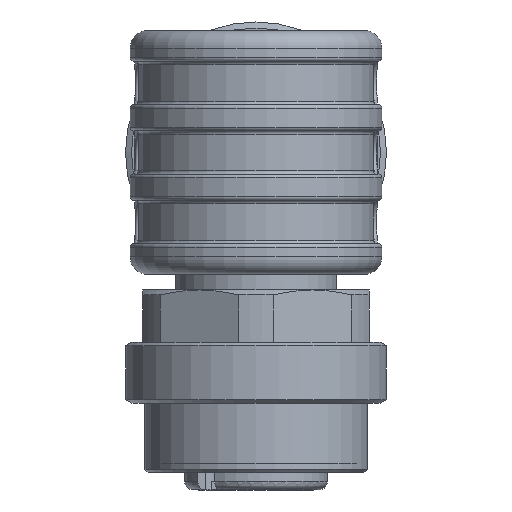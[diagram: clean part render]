
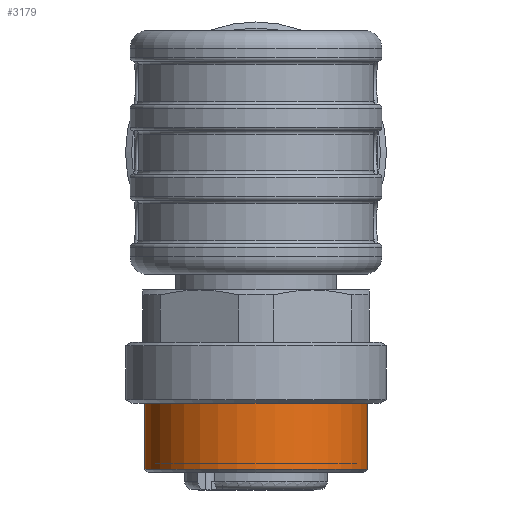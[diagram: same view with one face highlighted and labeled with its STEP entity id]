
A CAD part, left-side view. The second image highlights one B-rep face of the part: STEP entity #3179.
In plain terms, the highlighted cylindrical face has radius 6.4 mm (diameter 12.8 mm), a full revolution.
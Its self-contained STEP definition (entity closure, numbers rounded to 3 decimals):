
#3179=ADVANCED_FACE('',(#3681,#3682),#3501,.T.);
#3501=CYLINDRICAL_SURFACE('',#11053,6.4);
#3681=FACE_BOUND('',#4280,.T.);
#3682=FACE_BOUND('',#4281,.T.);
#4280=EDGE_LOOP('',(#6570));
#4281=EDGE_LOOP('',(#6571));
#6570=ORIENTED_EDGE('',*,*,#9313,.T.);
#6571=ORIENTED_EDGE('',*,*,#9314,.T.);
#8006=VERTEX_POINT('',#18630);
#8007=VERTEX_POINT('',#18632);
#9313=EDGE_CURVE('',#8006,#8006,#10124,.T.);
#9314=EDGE_CURVE('',#8007,#8007,#10125,.T.);
#10124=CIRCLE('',#11051,6.4);
#10125=CIRCLE('',#11052,6.4);
#11051=AXIS2_PLACEMENT_3D('',#18629,#13428,#13429);
#11052=AXIS2_PLACEMENT_3D('',#18631,#13430,#13431);
#11053=AXIS2_PLACEMENT_3D('',#18633,#13432,#13433);
#13428=DIRECTION('',(0.,0.,1.));
#13429=DIRECTION('',(1.,0.,0.));
#13430=DIRECTION('',(0.,0.,-1.));
#13431=DIRECTION('',(0.,1.,0.));
#13432=DIRECTION('',(0.,0.,-1.));
#13433=DIRECTION('',(0.,-1.,0.));
#18629=CARTESIAN_POINT('',(60.,60.,-18.2));
#18630=CARTESIAN_POINT('',(66.4,60.,-18.2));
#18631=CARTESIAN_POINT('',(60.,60.,-14.4));
#18632=CARTESIAN_POINT('',(60.,66.4,-14.4));
#18633=CARTESIAN_POINT('',(60.,60.,-18.4));
